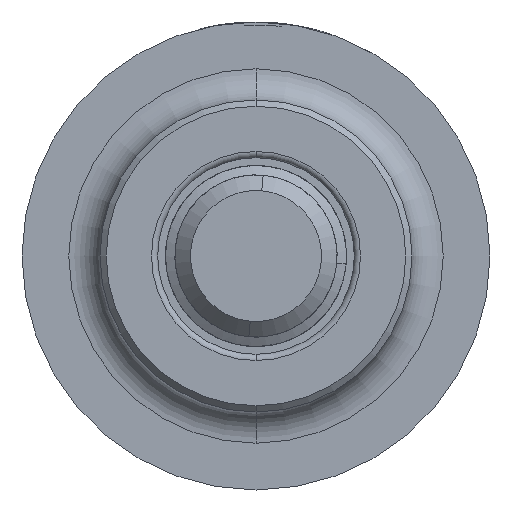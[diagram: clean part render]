
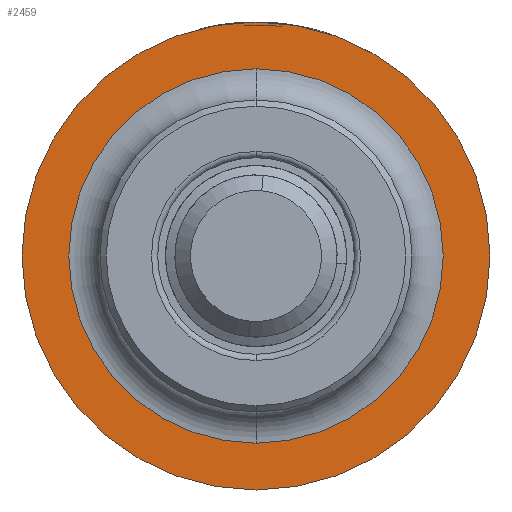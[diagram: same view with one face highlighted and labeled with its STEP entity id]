
A CAD part, front view. The second image highlights one B-rep face of the part: STEP entity #2459.
In plain terms, the highlighted planar face has unit normal (0, -1, 0).
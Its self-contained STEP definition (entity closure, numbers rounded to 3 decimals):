
#92 = CIRCLE ( 'NONE', #6258, 7.5 ) ;
#143 = CIRCLE ( 'NONE', #1466, 7.5 ) ;
#191 = EDGE_CURVE ( 'NONE', #6632, #5362, #1605, .T. ) ;
#224 = CARTESIAN_POINT ( 'NONE',  ( 6., 12.42, 0. ) ) ;
#628 = CARTESIAN_POINT ( 'NONE',  ( 0., 12.42, 0. ) ) ;
#1149 = EDGE_CURVE ( 'NONE', #5938, #1401, #143, .T. ) ;
#1287 = PLANE ( 'NONE',  #2359 ) ;
#1290 = FACE_BOUND ( 'NONE', #6379, .T. ) ;
#1392 = CARTESIAN_POINT ( 'NONE',  ( 0., 12.42, 0. ) ) ;
#1401 = VERTEX_POINT ( 'NONE', #5996 ) ;
#1466 = AXIS2_PLACEMENT_3D ( 'NONE', #628, #4282, #4192 ) ;
#1529 = ORIENTED_EDGE ( 'NONE', *, *, #5804, .F. ) ;
#1605 = CIRCLE ( 'NONE', #2415, 6. ) ;
#2359 = AXIS2_PLACEMENT_3D ( 'NONE', #224, #5437, #4475 ) ;
#2415 = AXIS2_PLACEMENT_3D ( 'NONE', #3849, #3893, #3352 ) ;
#2459 = ADVANCED_FACE ( 'NONE', ( #4464, #1290 ), #1287, .T. ) ;
#2945 = DIRECTION ( 'NONE',  ( 0., -1., 0. ) ) ;
#3131 = ORIENTED_EDGE ( 'NONE', *, *, #191, .F. ) ;
#3151 = ORIENTED_EDGE ( 'NONE', *, *, #1149, .T. ) ;
#3340 = CARTESIAN_POINT ( 'NONE',  ( 0., 12.42, 6. ) ) ;
#3352 = DIRECTION ( 'NONE',  ( 0., 0., -1. ) ) ;
#3580 = EDGE_CURVE ( 'NONE', #1401, #5938, #92, .T. ) ;
#3849 = CARTESIAN_POINT ( 'NONE',  ( 0., 12.42, 0. ) ) ;
#3859 = EDGE_LOOP ( 'NONE', ( #3151, #5851 ) ) ;
#3893 = DIRECTION ( 'NONE',  ( 0., -1., 0. ) ) ;
#4186 = AXIS2_PLACEMENT_3D ( 'NONE', #4595, #4552, #6673 ) ;
#4192 = DIRECTION ( 'NONE',  ( 0., 0., -1. ) ) ;
#4282 = DIRECTION ( 'NONE',  ( 0., -1., 0. ) ) ;
#4464 = FACE_OUTER_BOUND ( 'NONE', #3859, .T. ) ;
#4475 = DIRECTION ( 'NONE',  ( 0., 0., -1. ) ) ;
#4552 = DIRECTION ( 'NONE',  ( 0., -1., 0. ) ) ;
#4595 = CARTESIAN_POINT ( 'NONE',  ( 0., 12.42, 0. ) ) ;
#5362 = VERTEX_POINT ( 'NONE', #3340 ) ;
#5437 = DIRECTION ( 'NONE',  ( 0., -1., 0. ) ) ;
#5565 = DIRECTION ( 'NONE',  ( 0., 0., -1. ) ) ;
#5727 = CARTESIAN_POINT ( 'NONE',  ( 0., 12.42, -6. ) ) ;
#5804 = EDGE_CURVE ( 'NONE', #5362, #6632, #6617, .T. ) ;
#5851 = ORIENTED_EDGE ( 'NONE', *, *, #3580, .T. ) ;
#5938 = VERTEX_POINT ( 'NONE', #6143 ) ;
#5996 = CARTESIAN_POINT ( 'NONE',  ( 0., 12.42, 7.5 ) ) ;
#6143 = CARTESIAN_POINT ( 'NONE',  ( 0., 12.42, -7.5 ) ) ;
#6258 = AXIS2_PLACEMENT_3D ( 'NONE', #1392, #2945, #5565 ) ;
#6379 = EDGE_LOOP ( 'NONE', ( #3131, #1529 ) ) ;
#6617 = CIRCLE ( 'NONE', #4186, 6. ) ;
#6632 = VERTEX_POINT ( 'NONE', #5727 ) ;
#6673 = DIRECTION ( 'NONE',  ( 0., 0., -1. ) ) ;
